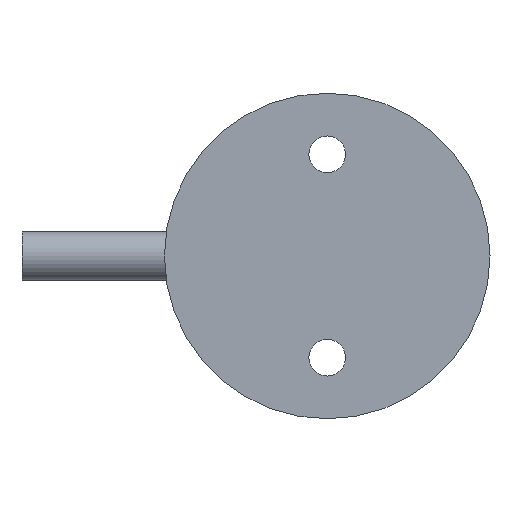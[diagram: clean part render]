
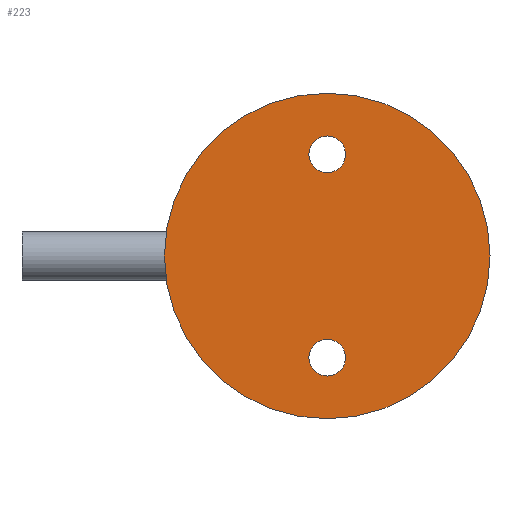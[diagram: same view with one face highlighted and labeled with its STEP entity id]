
A CAD part, left-side view. The second image highlights one B-rep face of the part: STEP entity #223.
In plain terms, the highlighted planar face has unit normal (-1, 0, 0).
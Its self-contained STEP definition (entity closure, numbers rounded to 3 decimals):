
#27 = DIRECTION ( 'NONE',  ( 0., 0., -1. ) ) ;
#31 = CARTESIAN_POINT ( 'NONE',  ( 0., 0., -20.5 ) ) ;
#33 = CARTESIAN_POINT ( 'NONE',  ( 0., 0., -25. ) ) ;
#34 = VERTEX_POINT ( 'NONE', #237 ) ;
#38 = CIRCLE ( 'NONE', #448, 4.5 ) ;
#43 = ORIENTED_EDGE ( 'NONE', *, *, #405, .F. ) ;
#52 = CARTESIAN_POINT ( 'NONE',  ( 0., 0., -25. ) ) ;
#57 = CIRCLE ( 'NONE', #149, 40. ) ;
#68 = DIRECTION ( 'NONE',  ( 0., 0., -1. ) ) ;
#72 = PLANE ( 'NONE',  #365 ) ;
#82 = DIRECTION ( 'NONE',  ( 1., 0., 0. ) ) ;
#83 = AXIS2_PLACEMENT_3D ( 'NONE', #454, #492, #327 ) ;
#95 = CARTESIAN_POINT ( 'NONE',  ( 0., 0., 25. ) ) ;
#102 = CIRCLE ( 'NONE', #436, 4.5 ) ;
#123 = ORIENTED_EDGE ( 'NONE', *, *, #136, .T. ) ;
#136 = EDGE_CURVE ( 'NONE', #180, #462, #102, .T. ) ;
#149 = AXIS2_PLACEMENT_3D ( 'NONE', #274, #478, #325 ) ;
#152 = DIRECTION ( 'NONE',  ( 0., 0., -1. ) ) ;
#170 = DIRECTION ( 'NONE',  ( 1., 0., 0. ) ) ;
#174 = CARTESIAN_POINT ( 'NONE',  ( 0., 0., 25. ) ) ;
#180 = VERTEX_POINT ( 'NONE', #31 ) ;
#197 = ORIENTED_EDGE ( 'NONE', *, *, #427, .T. ) ;
#208 = VERTEX_POINT ( 'NONE', #497 ) ;
#211 = EDGE_LOOP ( 'NONE', ( #446, #43 ) ) ;
#223 = ADVANCED_FACE ( 'NONE', ( #404, #529, #240 ), #72, .F. ) ;
#224 = DIRECTION ( 'NONE',  ( 1., 0., 0. ) ) ;
#229 = EDGE_CURVE ( 'NONE', #303, #208, #508, .T. ) ;
#237 = CARTESIAN_POINT ( 'NONE',  ( 0., 0., 29.5 ) ) ;
#240 = FACE_OUTER_BOUND ( 'NONE', #211, .T. ) ;
#247 = CARTESIAN_POINT ( 'NONE',  ( 0., 0., 40. ) ) ;
#252 = EDGE_CURVE ( 'NONE', #397, #34, #285, .T. ) ;
#267 = AXIS2_PLACEMENT_3D ( 'NONE', #174, #359, #537 ) ;
#274 = CARTESIAN_POINT ( 'NONE',  ( 0., 0., 0. ) ) ;
#275 = CARTESIAN_POINT ( 'NONE',  ( 0., 0., -29.5 ) ) ;
#285 = CIRCLE ( 'NONE', #267, 4.5 ) ;
#303 = VERTEX_POINT ( 'NONE', #247 ) ;
#313 = EDGE_CURVE ( 'NONE', #462, #180, #474, .T. ) ;
#314 = AXIS2_PLACEMENT_3D ( 'NONE', #33, #170, #334 ) ;
#325 = DIRECTION ( 'NONE',  ( 0., 0., -1. ) ) ;
#327 = DIRECTION ( 'NONE',  ( 0., 0., -1. ) ) ;
#334 = DIRECTION ( 'NONE',  ( 0., 0., -1. ) ) ;
#359 = DIRECTION ( 'NONE',  ( 1., 0., 0. ) ) ;
#365 = AXIS2_PLACEMENT_3D ( 'NONE', #399, #82, #27 ) ;
#367 = EDGE_LOOP ( 'NONE', ( #539, #123 ) ) ;
#397 = VERTEX_POINT ( 'NONE', #469 ) ;
#399 = CARTESIAN_POINT ( 'NONE',  ( 0., 0., 0. ) ) ;
#404 = FACE_BOUND ( 'NONE', #367, .T. ) ;
#405 = EDGE_CURVE ( 'NONE', #208, #303, #57, .T. ) ;
#412 = ORIENTED_EDGE ( 'NONE', *, *, #252, .T. ) ;
#416 = EDGE_LOOP ( 'NONE', ( #412, #197 ) ) ;
#424 = DIRECTION ( 'NONE',  ( 1., 0., 0. ) ) ;
#427 = EDGE_CURVE ( 'NONE', #34, #397, #38, .T. ) ;
#436 = AXIS2_PLACEMENT_3D ( 'NONE', #52, #224, #68 ) ;
#446 = ORIENTED_EDGE ( 'NONE', *, *, #229, .F. ) ;
#448 = AXIS2_PLACEMENT_3D ( 'NONE', #95, #424, #152 ) ;
#454 = CARTESIAN_POINT ( 'NONE',  ( 0., 0., 0. ) ) ;
#462 = VERTEX_POINT ( 'NONE', #275 ) ;
#469 = CARTESIAN_POINT ( 'NONE',  ( 0., 0., 20.5 ) ) ;
#474 = CIRCLE ( 'NONE', #314, 4.5 ) ;
#478 = DIRECTION ( 'NONE',  ( 1., 0., 0. ) ) ;
#492 = DIRECTION ( 'NONE',  ( 1., 0., 0. ) ) ;
#497 = CARTESIAN_POINT ( 'NONE',  ( 0., 0., -40. ) ) ;
#508 = CIRCLE ( 'NONE', #83, 40. ) ;
#529 = FACE_BOUND ( 'NONE', #416, .T. ) ;
#537 = DIRECTION ( 'NONE',  ( 0., 0., -1. ) ) ;
#539 = ORIENTED_EDGE ( 'NONE', *, *, #313, .T. ) ;
